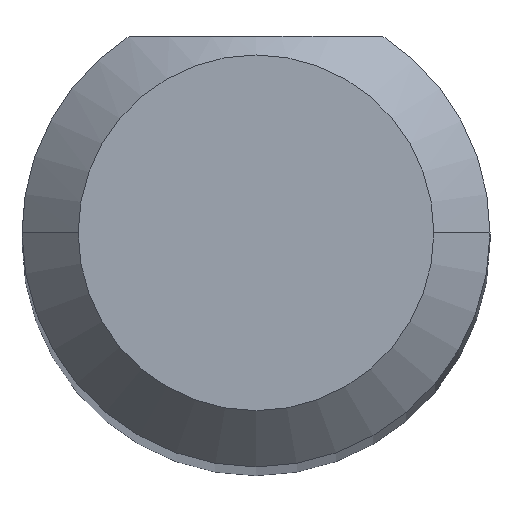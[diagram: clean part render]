
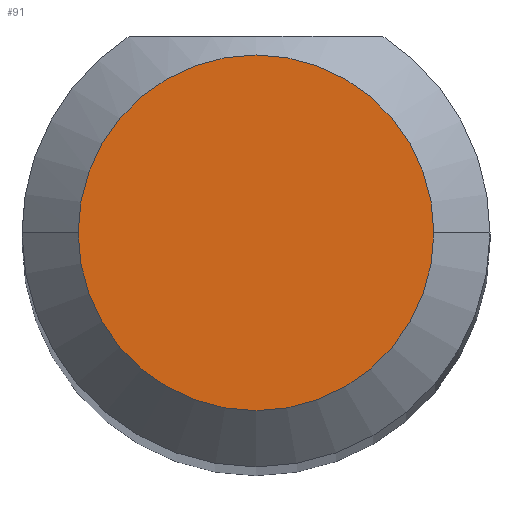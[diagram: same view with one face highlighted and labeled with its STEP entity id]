
A CAD part, top view. The second image highlights one B-rep face of the part: STEP entity #91.
In plain terms, the highlighted planar face has unit normal (0, 0, 1).
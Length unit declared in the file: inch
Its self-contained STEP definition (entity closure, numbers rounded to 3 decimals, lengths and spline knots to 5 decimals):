
#11 = FACE_OUTER_BOUND ( 'NONE', #297, .T. ) ;
#24 = CARTESIAN_POINT ( 'NONE',  ( 0., 0., 1.5 ) ) ;
#29 = CIRCLE ( 'NONE', #274, 0.0475 ) ;
#48 = ORIENTED_EDGE ( 'NONE', *, *, #590, .T. ) ;
#91 = ADVANCED_FACE ( 'NONE', ( #11 ), #597, .T. ) ;
#94 = AXIS2_PLACEMENT_3D ( 'NONE', #367, #193, #146 ) ;
#128 = ORIENTED_EDGE ( 'NONE', *, *, #289, .T. ) ;
#146 = DIRECTION ( 'NONE',  ( 1., 0., 0. ) ) ;
#164 = DIRECTION ( 'NONE',  ( 0., 0., 1. ) ) ;
#193 = DIRECTION ( 'NONE',  ( 0., 0., 1. ) ) ;
#207 = CARTESIAN_POINT ( 'NONE',  ( -0.0475, 0., 1.5 ) ) ;
#250 = CARTESIAN_POINT ( 'NONE',  ( 0., 0., 1.5 ) ) ;
#274 = AXIS2_PLACEMENT_3D ( 'NONE', #250, #347, #301 ) ;
#289 = EDGE_CURVE ( 'NONE', #566, #378, #29, .T. ) ;
#297 = EDGE_LOOP ( 'NONE', ( #48, #128 ) ) ;
#301 = DIRECTION ( 'NONE',  ( 1., 0., 0. ) ) ;
#347 = DIRECTION ( 'NONE',  ( 0., 0., 1. ) ) ;
#367 = CARTESIAN_POINT ( 'NONE',  ( 0., 0., 1.5 ) ) ;
#378 = VERTEX_POINT ( 'NONE', #207 ) ;
#390 = DIRECTION ( 'NONE',  ( 1., 0., 0. ) ) ;
#465 = CARTESIAN_POINT ( 'NONE',  ( 0.0475, 0., 1.5 ) ) ;
#566 = VERTEX_POINT ( 'NONE', #465 ) ;
#585 = CIRCLE ( 'NONE', #94, 0.0475 ) ;
#590 = EDGE_CURVE ( 'NONE', #378, #566, #585, .T. ) ;
#597 = PLANE ( 'NONE',  #617 ) ;
#617 = AXIS2_PLACEMENT_3D ( 'NONE', #24, #164, #390 ) ;
